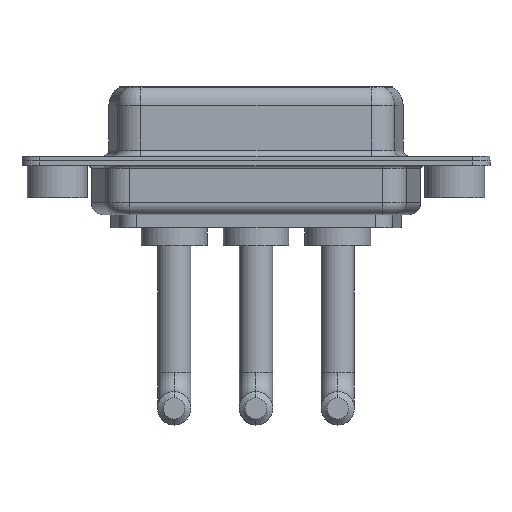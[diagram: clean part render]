
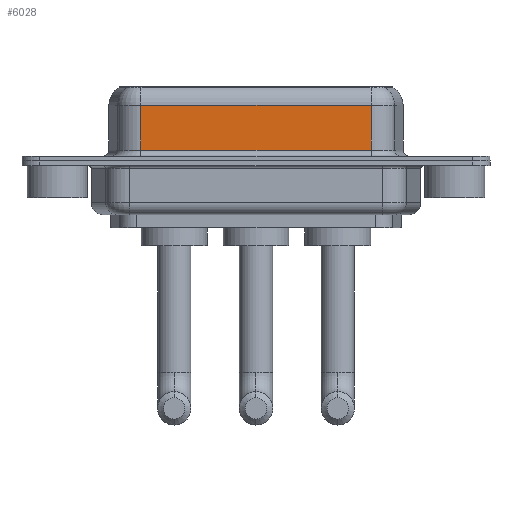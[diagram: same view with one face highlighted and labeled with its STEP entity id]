
A CAD part, front view. The second image highlights one B-rep face of the part: STEP entity #6028.
In plain terms, the highlighted planar face has unit normal (0, -1, 0).
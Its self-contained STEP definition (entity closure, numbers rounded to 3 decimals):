
#153 = EDGE_CURVE ( 'NONE', #301, #11645, #4589, .T. ) ;
#173 = ORIENTED_EDGE ( 'NONE', *, *, #11912, .F. ) ;
#301 = VERTEX_POINT ( 'NONE', #10504 ) ;
#383 = VECTOR ( 'NONE', #5660, 1000. ) ;
#723 = CARTESIAN_POINT ( 'NONE',  ( 7.013, -3.95, 4.65 ) ) ;
#1521 = CARTESIAN_POINT ( 'NONE',  ( 26.287, -3.95, 0.9 ) ) ;
#2392 = LINE ( 'NONE', #1521, #3984 ) ;
#3164 = VERTEX_POINT ( 'NONE', #4769 ) ;
#3408 = DIRECTION ( 'NONE',  ( 0., 0., 1. ) ) ;
#3591 = DIRECTION ( 'NONE',  ( 0., 1., 0. ) ) ;
#3593 = CARTESIAN_POINT ( 'NONE',  ( 26.287, -3.95, 4.65 ) ) ;
#3847 = CARTESIAN_POINT ( 'NONE',  ( 7.013, -3.95, 6.4 ) ) ;
#3984 = VECTOR ( 'NONE', #5310, 1000. ) ;
#4534 = EDGE_CURVE ( 'NONE', #11645, #4562, #8527, .T. ) ;
#4562 = VERTEX_POINT ( 'NONE', #5600 ) ;
#4589 = LINE ( 'NONE', #3593, #6873 ) ;
#4769 = CARTESIAN_POINT ( 'NONE',  ( 26.287, -3.95, 0.9 ) ) ;
#5310 = DIRECTION ( 'NONE',  ( 1., 0., 0. ) ) ;
#5401 = ORIENTED_EDGE ( 'NONE', *, *, #153, .T. ) ;
#5600 = CARTESIAN_POINT ( 'NONE',  ( 7.013, -3.95, 0.9 ) ) ;
#5616 = EDGE_CURVE ( 'NONE', #4562, #3164, #2392, .T. ) ;
#5660 = DIRECTION ( 'NONE',  ( 0., 0., -1. ) ) ;
#6028 = ADVANCED_FACE ( 'NONE', ( #11895 ), #6215, .F. ) ;
#6073 = DIRECTION ( 'NONE',  ( 0., 0., -1. ) ) ;
#6215 = PLANE ( 'NONE',  #10748 ) ;
#6873 = VECTOR ( 'NONE', #11271, 1000. ) ;
#7860 = VECTOR ( 'NONE', #6073, 1000. ) ;
#8527 = LINE ( 'NONE', #3847, #383 ) ;
#9142 = CARTESIAN_POINT ( 'NONE',  ( 26.287, -3.95, 6.4 ) ) ;
#10010 = ORIENTED_EDGE ( 'NONE', *, *, #4534, .T. ) ;
#10504 = CARTESIAN_POINT ( 'NONE',  ( 26.287, -3.95, 4.65 ) ) ;
#10748 = AXIS2_PLACEMENT_3D ( 'NONE', #9142, #3591, #3408 ) ;
#11271 = DIRECTION ( 'NONE',  ( -1., 0., 0. ) ) ;
#11645 = VERTEX_POINT ( 'NONE', #723 ) ;
#11803 = LINE ( 'NONE', #11872, #7860 ) ;
#11852 = EDGE_LOOP ( 'NONE', ( #173, #5401, #10010, #12065 ) ) ;
#11872 = CARTESIAN_POINT ( 'NONE',  ( 26.287, -3.95, 6.4 ) ) ;
#11895 = FACE_OUTER_BOUND ( 'NONE', #11852, .T. ) ;
#11912 = EDGE_CURVE ( 'NONE', #301, #3164, #11803, .T. ) ;
#12065 = ORIENTED_EDGE ( 'NONE', *, *, #5616, .T. ) ;
